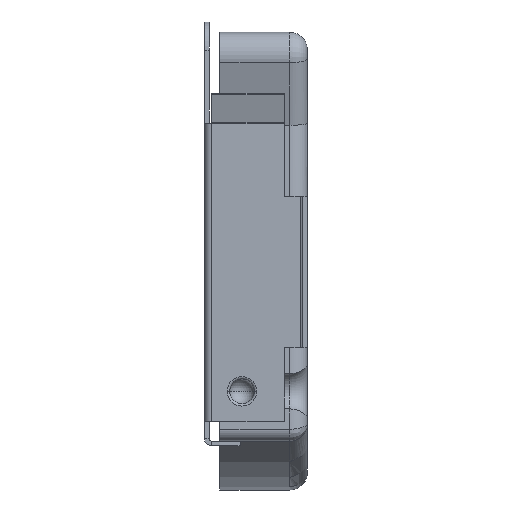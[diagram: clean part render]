
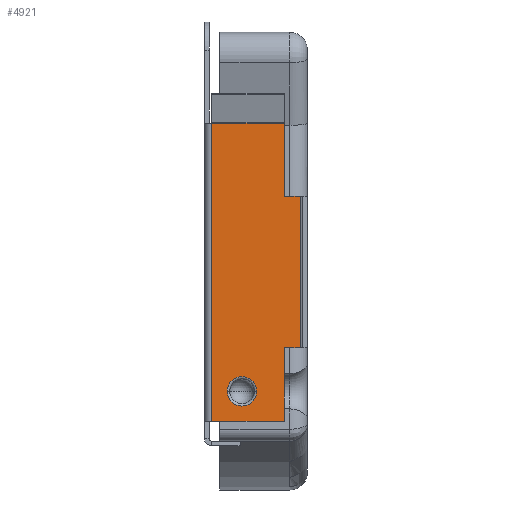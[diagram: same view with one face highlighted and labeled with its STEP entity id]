
A CAD part, left-side view. The second image highlights one B-rep face of the part: STEP entity #4921.
In plain terms, the highlighted planar face has unit normal (-1, 0, 0).
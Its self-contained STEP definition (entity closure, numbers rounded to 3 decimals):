
#75 = EDGE_CURVE ( 'NONE', #2944, #3500, #2447, .T. ) ;
#87 = EDGE_CURVE ( 'NONE', #415, #5612, #956, .T. ) ;
#176 = FACE_OUTER_BOUND ( 'NONE', #4935, .T. ) ;
#232 = EDGE_CURVE ( 'NONE', #1509, #4803, #1417, .T. ) ;
#258 = ORIENTED_EDGE ( 'NONE', *, *, #2230, .T. ) ;
#348 = EDGE_CURVE ( 'NONE', #5756, #4803, #2216, .T. ) ;
#415 = VERTEX_POINT ( 'NONE', #4640 ) ;
#449 = DIRECTION ( 'NONE',  ( 0., 1., 0. ) ) ;
#482 = CARTESIAN_POINT ( 'NONE',  ( -9.35, 4.02, 4.65 ) ) ;
#534 = CIRCLE ( 'NONE', #6289, 0.617 ) ;
#763 = VERTEX_POINT ( 'NONE', #3961 ) ;
#918 = AXIS2_PLACEMENT_3D ( 'NONE', #4205, #1716, #4136 ) ;
#956 = LINE ( 'NONE', #2373, #3300 ) ;
#1154 = LINE ( 'NONE', #5337, #6337 ) ;
#1207 = DIRECTION ( 'NONE',  ( 0., -1., 0. ) ) ;
#1417 = LINE ( 'NONE', #3040, #5656 ) ;
#1509 = VERTEX_POINT ( 'NONE', #4131 ) ;
#1607 = DIRECTION ( 'NONE',  ( 0., -1., 0. ) ) ;
#1686 = EDGE_CURVE ( 'NONE', #3633, #5612, #3818, .T. ) ;
#1716 = DIRECTION ( 'NONE',  ( -1., 0., 0. ) ) ;
#1815 = CARTESIAN_POINT ( 'NONE',  ( -9.35, 0.3, 1.575 ) ) ;
#2031 = CARTESIAN_POINT ( 'NONE',  ( -9.35, 2.133, -6.6 ) ) ;
#2059 = VECTOR ( 'NONE', #4972, 1000. ) ;
#2066 = DIRECTION ( 'NONE',  ( 0., 0., -1. ) ) ;
#2216 = LINE ( 'NONE', #3083, #5264 ) ;
#2230 = EDGE_CURVE ( 'NONE', #3500, #2944, #534, .T. ) ;
#2373 = CARTESIAN_POINT ( 'NONE',  ( -9.35, 0.3, -4.775 ) ) ;
#2425 = DIRECTION ( 'NONE',  ( 0., 0., -1. ) ) ;
#2447 = CIRCLE ( 'NONE', #2964, 0.617 ) ;
#2631 = ORIENTED_EDGE ( 'NONE', *, *, #5597, .F. ) ;
#2944 = VERTEX_POINT ( 'NONE', #2031 ) ;
#2964 = AXIS2_PLACEMENT_3D ( 'NONE', #5342, #5852, #6357 ) ;
#3040 = CARTESIAN_POINT ( 'NONE',  ( -9.35, 4.12, -7.85 ) ) ;
#3083 = CARTESIAN_POINT ( 'NONE',  ( -9.35, 4.02, 0. ) ) ;
#3109 = ORIENTED_EDGE ( 'NONE', *, *, #4951, .T. ) ;
#3125 = EDGE_LOOP ( 'NONE', ( #5824, #258 ) ) ;
#3146 = CARTESIAN_POINT ( 'NONE',  ( -9.35, 2.75, -6.6 ) ) ;
#3194 = CARTESIAN_POINT ( 'NONE',  ( -9.35, 3.367, -6.6 ) ) ;
#3233 = LINE ( 'NONE', #5193, #4248 ) ;
#3300 = VECTOR ( 'NONE', #3865, 1000. ) ;
#3500 = VERTEX_POINT ( 'NONE', #3194 ) ;
#3633 = VERTEX_POINT ( 'NONE', #5822 ) ;
#3696 = PLANE ( 'NONE',  #918 ) ;
#3718 = ORIENTED_EDGE ( 'NONE', *, *, #232, .F. ) ;
#3722 = ORIENTED_EDGE ( 'NONE', *, *, #87, .T. ) ;
#3762 = EDGE_CURVE ( 'NONE', #763, #1509, #5840, .T. ) ;
#3818 = LINE ( 'NONE', #5394, #3970 ) ;
#3865 = DIRECTION ( 'NONE',  ( 0., 0., 1. ) ) ;
#3874 = CARTESIAN_POINT ( 'NONE',  ( -9.35, 0.97, -7.85 ) ) ;
#3932 = DIRECTION ( 'NONE',  ( 0., -1., 0. ) ) ;
#3961 = CARTESIAN_POINT ( 'NONE',  ( -9.35, 0.97, -4.775 ) ) ;
#3970 = VECTOR ( 'NONE', #3932, 1000. ) ;
#4131 = CARTESIAN_POINT ( 'NONE',  ( -9.35, 0.97, -7.85 ) ) ;
#4136 = DIRECTION ( 'NONE',  ( 0., -1., 0. ) ) ;
#4205 = CARTESIAN_POINT ( 'NONE',  ( -9.35, 0.97, -4.775 ) ) ;
#4248 = VECTOR ( 'NONE', #1207, 1000. ) ;
#4403 = CARTESIAN_POINT ( 'NONE',  ( -9.35, 0.97, 4.65 ) ) ;
#4640 = CARTESIAN_POINT ( 'NONE',  ( -9.35, 0.3, -4.775 ) ) ;
#4803 = VERTEX_POINT ( 'NONE', #4975 ) ;
#4835 = DIRECTION ( 'NONE',  ( 0., 0., -1. ) ) ;
#4921 = ADVANCED_FACE ( 'NONE', ( #5905, #176 ), #3696, .T. ) ;
#4935 = EDGE_LOOP ( 'NONE', ( #6386, #2631, #5738, #6090, #3718, #5573, #3109, #3722 ) ) ;
#4951 = EDGE_CURVE ( 'NONE', #763, #415, #3233, .T. ) ;
#4972 = DIRECTION ( 'NONE',  ( 0., -1., 0. ) ) ;
#4975 = CARTESIAN_POINT ( 'NONE',  ( -9.35, 4.02, -7.85 ) ) ;
#5180 = DIRECTION ( 'NONE',  ( 1., 0., 0. ) ) ;
#5193 = CARTESIAN_POINT ( 'NONE',  ( -9.35, 0.97, -4.775 ) ) ;
#5264 = VECTOR ( 'NONE', #2066, 1000. ) ;
#5326 = EDGE_CURVE ( 'NONE', #5756, #5858, #6060, .T. ) ;
#5337 = CARTESIAN_POINT ( 'NONE',  ( -9.35, 0.97, -7.85 ) ) ;
#5342 = CARTESIAN_POINT ( 'NONE',  ( -9.35, 2.75, -6.6 ) ) ;
#5394 = CARTESIAN_POINT ( 'NONE',  ( -9.35, 0.97, 1.575 ) ) ;
#5573 = ORIENTED_EDGE ( 'NONE', *, *, #3762, .F. ) ;
#5597 = EDGE_CURVE ( 'NONE', #5858, #3633, #1154, .T. ) ;
#5612 = VERTEX_POINT ( 'NONE', #1815 ) ;
#5656 = VECTOR ( 'NONE', #449, 1000. ) ;
#5738 = ORIENTED_EDGE ( 'NONE', *, *, #5326, .F. ) ;
#5756 = VERTEX_POINT ( 'NONE', #482 ) ;
#5822 = CARTESIAN_POINT ( 'NONE',  ( -9.35, 0.97, 1.575 ) ) ;
#5824 = ORIENTED_EDGE ( 'NONE', *, *, #75, .T. ) ;
#5840 = LINE ( 'NONE', #3874, #6003 ) ;
#5852 = DIRECTION ( 'NONE',  ( 1., 0., 0. ) ) ;
#5858 = VERTEX_POINT ( 'NONE', #4403 ) ;
#5905 = FACE_BOUND ( 'NONE', #3125, .T. ) ;
#5970 = CARTESIAN_POINT ( 'NONE',  ( -9.35, 0.97, 4.65 ) ) ;
#6003 = VECTOR ( 'NONE', #2425, 1000. ) ;
#6060 = LINE ( 'NONE', #5970, #2059 ) ;
#6090 = ORIENTED_EDGE ( 'NONE', *, *, #348, .T. ) ;
#6289 = AXIS2_PLACEMENT_3D ( 'NONE', #3146, #5180, #1607 ) ;
#6337 = VECTOR ( 'NONE', #4835, 1000. ) ;
#6357 = DIRECTION ( 'NONE',  ( 0., -1., 0. ) ) ;
#6386 = ORIENTED_EDGE ( 'NONE', *, *, #1686, .F. ) ;
